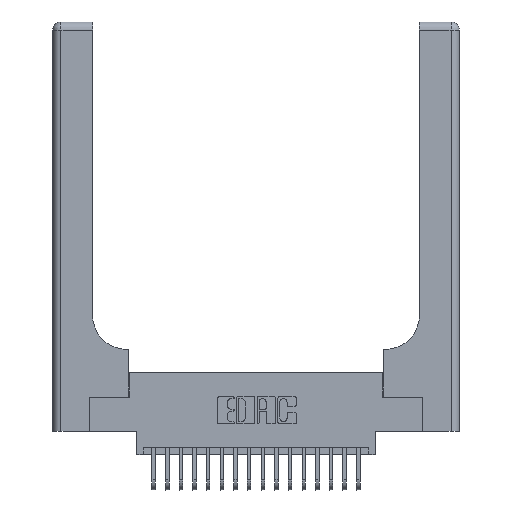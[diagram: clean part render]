
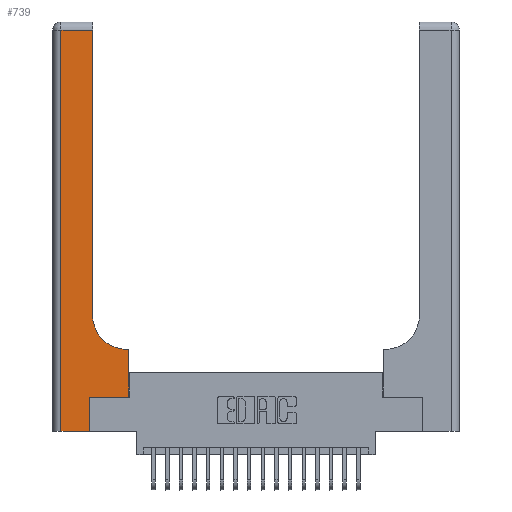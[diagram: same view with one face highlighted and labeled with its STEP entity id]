
A CAD part, top view. The second image highlights one B-rep face of the part: STEP entity #739.
In plain terms, the highlighted planar face has unit normal (0, 0, 1).
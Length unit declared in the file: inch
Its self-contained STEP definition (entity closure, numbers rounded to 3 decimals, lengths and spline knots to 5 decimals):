
#2 = DIRECTION ( 'NONE',  ( 0., 1., 0. ) ) ;
#56 = VECTOR ( 'NONE', #8368, 39.37008 ) ;
#61 = AXIS2_PLACEMENT_3D ( 'NONE', #13586, #4722, #11735 ) ;
#407 = VERTEX_POINT ( 'NONE', #1195 ) ;
#739 = ADVANCED_FACE ( 'NONE', ( #8544 ), #13417, .F. ) ;
#810 = VERTEX_POINT ( 'NONE', #15077 ) ;
#845 = VECTOR ( 'NONE', #12534, 39.37008 ) ;
#1195 = CARTESIAN_POINT ( 'NONE',  ( 0.5585, 0.6, 0.37 ) ) ;
#1231 = EDGE_CURVE ( 'NONE', #15555, #20959, #22708, .T. ) ;
#1801 = CARTESIAN_POINT ( 'NONE',  ( 0.269, 0.25, 0.37 ) ) ;
#2934 = EDGE_CURVE ( 'NONE', #21181, #9848, #10416, .T. ) ;
#3320 = ORIENTED_EDGE ( 'NONE', *, *, #7862, .T. ) ;
#4442 = CARTESIAN_POINT ( 'NONE',  ( 0.2915, 2.94, 0.37 ) ) ;
#4535 = DIRECTION ( 'NONE',  ( 0., -1., 0. ) ) ;
#4722 = DIRECTION ( 'NONE',  ( 0., 0., -1. ) ) ;
#5183 = CARTESIAN_POINT ( 'NONE',  ( 0.5585, 0.25, 0.37 ) ) ;
#5398 = EDGE_CURVE ( 'NONE', #9848, #10543, #8906, .T. ) ;
#5649 = VECTOR ( 'NONE', #2, 39.37008 ) ;
#5663 = VERTEX_POINT ( 'NONE', #8408 ) ;
#6132 = DIRECTION ( 'NONE',  ( 0., 0., -1. ) ) ;
#6714 = AXIS2_PLACEMENT_3D ( 'NONE', #16802, #6132, #8083 ) ;
#7115 = CARTESIAN_POINT ( 'NONE',  ( 0.2915, 0.6, 0.37 ) ) ;
#7862 = EDGE_CURVE ( 'NONE', #14542, #5663, #18383, .T. ) ;
#8024 = CARTESIAN_POINT ( 'NONE',  ( 0., 2.94, 0.37 ) ) ;
#8083 = DIRECTION ( 'NONE',  ( 1., 0., 0. ) ) ;
#8368 = DIRECTION ( 'NONE',  ( 0., 1., 0. ) ) ;
#8408 = CARTESIAN_POINT ( 'NONE',  ( 0.2915, 0.85, 0.37 ) ) ;
#8544 = FACE_OUTER_BOUND ( 'NONE', #15560, .T. ) ;
#8773 = ORIENTED_EDGE ( 'NONE', *, *, #5398, .T. ) ;
#8906 = LINE ( 'NONE', #22342, #10028 ) ;
#9229 = ORIENTED_EDGE ( 'NONE', *, *, #17586, .T. ) ;
#9848 = VERTEX_POINT ( 'NONE', #1801 ) ;
#9973 = DIRECTION ( 'NONE',  ( 1., 0., 0. ) ) ;
#10028 = VECTOR ( 'NONE', #9973, 39.37008 ) ;
#10416 = LINE ( 'NONE', #10751, #5649 ) ;
#10426 = VECTOR ( 'NONE', #20947, 39.37008 ) ;
#10543 = VERTEX_POINT ( 'NONE', #5183 ) ;
#10751 = CARTESIAN_POINT ( 'NONE',  ( 0.269, 0., 0.37 ) ) ;
#11297 = ORIENTED_EDGE ( 'NONE', *, *, #21482, .T. ) ;
#11735 = DIRECTION ( 'NONE',  ( -1., 0., 0. ) ) ;
#12346 = LINE ( 'NONE', #22731, #10426 ) ;
#12534 = DIRECTION ( 'NONE',  ( -1., 0., 0. ) ) ;
#12674 = CARTESIAN_POINT ( 'NONE',  ( 0.06, 2.94, 0.37 ) ) ;
#12797 = CARTESIAN_POINT ( 'NONE',  ( 0.5415, 0.6, 0.37 ) ) ;
#13077 = CARTESIAN_POINT ( 'NONE',  ( 0.06, 3., 0.37 ) ) ;
#13194 = LINE ( 'NONE', #13077, #21552 ) ;
#13230 = VECTOR ( 'NONE', #18836, 39.37008 ) ;
#13417 = PLANE ( 'NONE',  #61 ) ;
#13586 = CARTESIAN_POINT ( 'NONE',  ( 0., 3., 0.37 ) ) ;
#14542 = VERTEX_POINT ( 'NONE', #12797 ) ;
#15077 = CARTESIAN_POINT ( 'NONE',  ( 0.06, 0., 0.37 ) ) ;
#15504 = CARTESIAN_POINT ( 'NONE',  ( 0., 0., 0.37 ) ) ;
#15555 = VERTEX_POINT ( 'NONE', #4442 ) ;
#15560 = EDGE_LOOP ( 'NONE', ( #11297, #18430, #19852, #22142, #21477, #8773, #9229, #20424, #3320 ) ) ;
#16802 = CARTESIAN_POINT ( 'NONE',  ( 0.5415, 0.85, 0.37 ) ) ;
#17586 = EDGE_CURVE ( 'NONE', #10543, #407, #12346, .T. ) ;
#17820 = LINE ( 'NONE', #7115, #845 ) ;
#18383 = CIRCLE ( 'NONE', #6714, 0.25 ) ;
#18430 = ORIENTED_EDGE ( 'NONE', *, *, #1231, .T. ) ;
#18836 = DIRECTION ( 'NONE',  ( -1., 0., 0. ) ) ;
#19058 = DIRECTION ( 'NONE',  ( 1., 0., 0. ) ) ;
#19283 = LINE ( 'NONE', #22676, #56 ) ;
#19651 = CARTESIAN_POINT ( 'NONE',  ( 0.269, 0., 0.37 ) ) ;
#19852 = ORIENTED_EDGE ( 'NONE', *, *, #20146, .T. ) ;
#20134 = VECTOR ( 'NONE', #19058, 39.37008 ) ;
#20146 = EDGE_CURVE ( 'NONE', #20959, #810, #13194, .T. ) ;
#20424 = ORIENTED_EDGE ( 'NONE', *, *, #23043, .T. ) ;
#20700 = LINE ( 'NONE', #15504, #20134 ) ;
#20894 = EDGE_CURVE ( 'NONE', #810, #21181, #20700, .T. ) ;
#20947 = DIRECTION ( 'NONE',  ( 0., 1., 0. ) ) ;
#20959 = VERTEX_POINT ( 'NONE', #12674 ) ;
#21181 = VERTEX_POINT ( 'NONE', #19651 ) ;
#21477 = ORIENTED_EDGE ( 'NONE', *, *, #2934, .T. ) ;
#21482 = EDGE_CURVE ( 'NONE', #5663, #15555, #19283, .T. ) ;
#21552 = VECTOR ( 'NONE', #4535, 39.37008 ) ;
#22142 = ORIENTED_EDGE ( 'NONE', *, *, #20894, .T. ) ;
#22342 = CARTESIAN_POINT ( 'NONE',  ( 0.269, 0.25, 0.37 ) ) ;
#22676 = CARTESIAN_POINT ( 'NONE',  ( 0.2915, 3., 0.37 ) ) ;
#22708 = LINE ( 'NONE', #8024, #13230 ) ;
#22731 = CARTESIAN_POINT ( 'NONE',  ( 0.5585, 0.25, 0.37 ) ) ;
#23043 = EDGE_CURVE ( 'NONE', #407, #14542, #17820, .T. ) ;
